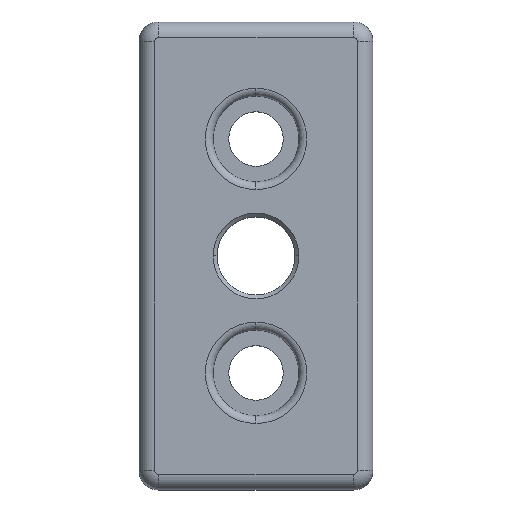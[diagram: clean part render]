
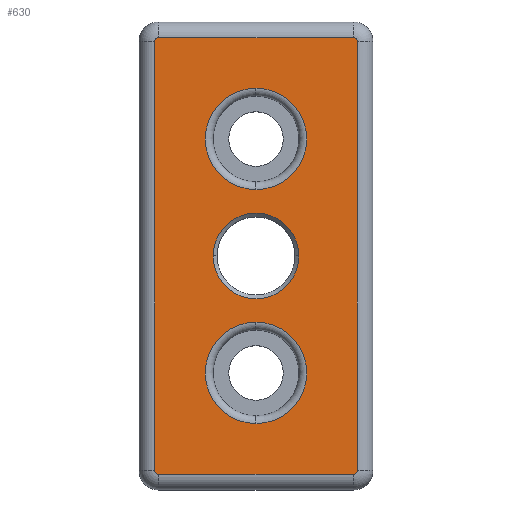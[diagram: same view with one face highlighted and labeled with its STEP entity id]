
A CAD part, top view. The second image highlights one B-rep face of the part: STEP entity #630.
In plain terms, the highlighted planar face has unit normal (0, 0, 1).
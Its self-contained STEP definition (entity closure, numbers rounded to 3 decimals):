
#18 = CIRCLE ( 'NONE', #136, 0.5 ) ;
#26 = DIRECTION ( 'NONE',  ( 0., 0., 1. ) ) ;
#33 = DIRECTION ( 'NONE',  ( 0., -1., 0. ) ) ;
#43 = VERTEX_POINT ( 'NONE', #615 ) ;
#48 = CARTESIAN_POINT ( 'NONE',  ( 15., 28., 12. ) ) ;
#54 = CARTESIAN_POINT ( 'NONE',  ( -12.5, -27.5, 12. ) ) ;
#56 = CARTESIAN_POINT ( 'NONE',  ( -12.5, 27.5, 12. ) ) ;
#60 = CARTESIAN_POINT ( 'NONE',  ( 0., 0., 12. ) ) ;
#68 = AXIS2_PLACEMENT_3D ( 'NONE', #488, #746, #402 ) ;
#83 = EDGE_CURVE ( 'NONE', #102, #548, #909, .T. ) ;
#88 = CIRCLE ( 'NONE', #339, 6.5 ) ;
#92 = ORIENTED_EDGE ( 'NONE', *, *, #493, .T. ) ;
#96 = DIRECTION ( 'NONE',  ( 0., 1., 0. ) ) ;
#102 = VERTEX_POINT ( 'NONE', #652 ) ;
#122 = FACE_BOUND ( 'NONE', #1003, .T. ) ;
#123 = VERTEX_POINT ( 'NONE', #915 ) ;
#127 = CARTESIAN_POINT ( 'NONE',  ( 13., -27.5, 12. ) ) ;
#136 = AXIS2_PLACEMENT_3D ( 'NONE', #54, #349, #966 ) ;
#137 = DIRECTION ( 'NONE',  ( 0., 0., -1. ) ) ;
#139 = DIRECTION ( 'NONE',  ( 0., 0., 1. ) ) ;
#148 = PLANE ( 'NONE',  #388 ) ;
#150 = DIRECTION ( 'NONE',  ( 0., 0., -1. ) ) ;
#155 = VERTEX_POINT ( 'NONE', #1098 ) ;
#156 = CARTESIAN_POINT ( 'NONE',  ( 12.5, 27.5, 12. ) ) ;
#167 = LINE ( 'NONE', #911, #1089 ) ;
#173 = EDGE_LOOP ( 'NONE', ( #416, #539 ) ) ;
#189 = LINE ( 'NONE', #678, #282 ) ;
#191 = EDGE_CURVE ( 'NONE', #463, #344, #659, .T. ) ;
#200 = CARTESIAN_POINT ( 'NONE',  ( -12.5, 28., 12. ) ) ;
#223 = EDGE_CURVE ( 'NONE', #901, #558, #88, .T. ) ;
#235 = DIRECTION ( 'NONE',  ( 0., 1., 0. ) ) ;
#246 = DIRECTION ( 'NONE',  ( 0., 0., -1. ) ) ;
#261 = ORIENTED_EDGE ( 'NONE', *, *, #616, .F. ) ;
#268 = EDGE_CURVE ( 'NONE', #991, #810, #704, .T. ) ;
#282 = VECTOR ( 'NONE', #857, 1000. ) ;
#295 = AXIS2_PLACEMENT_3D ( 'NONE', #156, #1115, #497 ) ;
#305 = CARTESIAN_POINT ( 'NONE',  ( -13., 27.5, 12. ) ) ;
#314 = VERTEX_POINT ( 'NONE', #1128 ) ;
#319 = DIRECTION ( 'NONE',  ( 1., 0., 0. ) ) ;
#339 = AXIS2_PLACEMENT_3D ( 'NONE', #1035, #846, #940 ) ;
#344 = VERTEX_POINT ( 'NONE', #959 ) ;
#349 = DIRECTION ( 'NONE',  ( 0., 0., -1. ) ) ;
#353 = VECTOR ( 'NONE', #410, 1000. ) ;
#354 = DIRECTION ( 'NONE',  ( 0., 1., 0. ) ) ;
#367 = ORIENTED_EDGE ( 'NONE', *, *, #191, .F. ) ;
#370 = ORIENTED_EDGE ( 'NONE', *, *, #223, .F. ) ;
#375 = CIRCLE ( 'NONE', #295, 0.5 ) ;
#388 = AXIS2_PLACEMENT_3D ( 'NONE', #760, #150, #591 ) ;
#393 = ORIENTED_EDGE ( 'NONE', *, *, #845, .F. ) ;
#402 = DIRECTION ( 'NONE',  ( 1., 0., 0. ) ) ;
#410 = DIRECTION ( 'NONE',  ( 1., 0., 0. ) ) ;
#416 = ORIENTED_EDGE ( 'NONE', *, *, #1025, .F. ) ;
#419 = CARTESIAN_POINT ( 'NONE',  ( 12.5, -28., 12. ) ) ;
#421 = AXIS2_PLACEMENT_3D ( 'NONE', #507, #844, #1034 ) ;
#456 = ORIENTED_EDGE ( 'NONE', *, *, #1156, .F. ) ;
#463 = VERTEX_POINT ( 'NONE', #200 ) ;
#486 = CARTESIAN_POINT ( 'NONE',  ( 0., 15., 12. ) ) ;
#488 = CARTESIAN_POINT ( 'NONE',  ( 0., 0., 12. ) ) ;
#493 = EDGE_CURVE ( 'NONE', #810, #991, #926, .T. ) ;
#494 = CARTESIAN_POINT ( 'NONE',  ( 0., -8.5, 12. ) ) ;
#497 = DIRECTION ( 'NONE',  ( -1., 0., 0. ) ) ;
#507 = CARTESIAN_POINT ( 'NONE',  ( 0., -15., 12. ) ) ;
#514 = CIRCLE ( 'NONE', #703, 6.5 ) ;
#533 = CARTESIAN_POINT ( 'NONE',  ( 12.5, -27.5, 12. ) ) ;
#539 = ORIENTED_EDGE ( 'NONE', *, *, #924, .F. ) ;
#548 = VERTEX_POINT ( 'NONE', #127 ) ;
#558 = VERTEX_POINT ( 'NONE', #494 ) ;
#561 = CARTESIAN_POINT ( 'NONE',  ( 0., 15., 12. ) ) ;
#571 = EDGE_CURVE ( 'NONE', #1057, #463, #1010, .T. ) ;
#575 = AXIS2_PLACEMENT_3D ( 'NONE', #56, #246, #235 ) ;
#591 = DIRECTION ( 'NONE',  ( -1., 0., 0. ) ) ;
#600 = EDGE_CURVE ( 'NONE', #344, #102, #375, .T. ) ;
#615 = CARTESIAN_POINT ( 'NONE',  ( 0., 21.5, 12. ) ) ;
#616 = EDGE_CURVE ( 'NONE', #558, #901, #1066, .T. ) ;
#630 = ADVANCED_FACE ( 'NONE', ( #736, #986, #122, #714 ), #148, .F. ) ;
#647 = DIRECTION ( 'NONE',  ( 0., 1., 0. ) ) ;
#649 = ORIENTED_EDGE ( 'NONE', *, *, #571, .F. ) ;
#652 = CARTESIAN_POINT ( 'NONE',  ( 13., 27.5, 12. ) ) ;
#656 = CIRCLE ( 'NONE', #1011, 6.5 ) ;
#659 = LINE ( 'NONE', #48, #353 ) ;
#678 = CARTESIAN_POINT ( 'NONE',  ( 15., -28., 12. ) ) ;
#680 = ORIENTED_EDGE ( 'NONE', *, *, #747, .F. ) ;
#695 = EDGE_CURVE ( 'NONE', #1083, #155, #189, .T. ) ;
#703 = AXIS2_PLACEMENT_3D ( 'NONE', #486, #139, #647 ) ;
#704 = CIRCLE ( 'NONE', #1049, 5.5 ) ;
#714 = FACE_OUTER_BOUND ( 'NONE', #1031, .T. ) ;
#726 = ORIENTED_EDGE ( 'NONE', *, *, #268, .T. ) ;
#736 = FACE_BOUND ( 'NONE', #977, .T. ) ;
#746 = DIRECTION ( 'NONE',  ( 0., 0., -1. ) ) ;
#747 = EDGE_CURVE ( 'NONE', #548, #1083, #956, .T. ) ;
#760 = CARTESIAN_POINT ( 'NONE',  ( 15., 30., 12. ) ) ;
#770 = CARTESIAN_POINT ( 'NONE',  ( 5.5, 0., 12. ) ) ;
#810 = VERTEX_POINT ( 'NONE', #770 ) ;
#819 = DIRECTION ( 'NONE',  ( 0., 1., 0. ) ) ;
#831 = AXIS2_PLACEMENT_3D ( 'NONE', #533, #877, #354 ) ;
#844 = DIRECTION ( 'NONE',  ( 0., 0., 1. ) ) ;
#845 = EDGE_CURVE ( 'NONE', #314, #1057, #167, .T. ) ;
#846 = DIRECTION ( 'NONE',  ( 0., 0., 1. ) ) ;
#857 = DIRECTION ( 'NONE',  ( -1., 0., 0. ) ) ;
#872 = VECTOR ( 'NONE', #33, 1000. ) ;
#877 = DIRECTION ( 'NONE',  ( 0., 0., -1. ) ) ;
#901 = VERTEX_POINT ( 'NONE', #1067 ) ;
#909 = LINE ( 'NONE', #928, #872 ) ;
#911 = CARTESIAN_POINT ( 'NONE',  ( -13., 30., 12. ) ) ;
#915 = CARTESIAN_POINT ( 'NONE',  ( 0., 8.5, 12. ) ) ;
#924 = EDGE_CURVE ( 'NONE', #123, #43, #514, .T. ) ;
#926 = CIRCLE ( 'NONE', #68, 5.5 ) ;
#928 = CARTESIAN_POINT ( 'NONE',  ( 13., 30., 12. ) ) ;
#931 = CARTESIAN_POINT ( 'NONE',  ( -5.5, 0., 12. ) ) ;
#940 = DIRECTION ( 'NONE',  ( 0., 1., 0. ) ) ;
#956 = CIRCLE ( 'NONE', #831, 0.5 ) ;
#959 = CARTESIAN_POINT ( 'NONE',  ( 12.5, 28., 12. ) ) ;
#966 = DIRECTION ( 'NONE',  ( -1., 0., 0. ) ) ;
#977 = EDGE_LOOP ( 'NONE', ( #92, #726 ) ) ;
#986 = FACE_BOUND ( 'NONE', #173, .T. ) ;
#991 = VERTEX_POINT ( 'NONE', #931 ) ;
#1003 = EDGE_LOOP ( 'NONE', ( #261, #370 ) ) ;
#1010 = CIRCLE ( 'NONE', #575, 0.5 ) ;
#1011 = AXIS2_PLACEMENT_3D ( 'NONE', #561, #26, #819 ) ;
#1025 = EDGE_CURVE ( 'NONE', #43, #123, #656, .T. ) ;
#1031 = EDGE_LOOP ( 'NONE', ( #1055, #1071, #367, #649, #393, #456, #1142, #680 ) ) ;
#1034 = DIRECTION ( 'NONE',  ( 0., 1., 0. ) ) ;
#1035 = CARTESIAN_POINT ( 'NONE',  ( 0., -15., 12. ) ) ;
#1049 = AXIS2_PLACEMENT_3D ( 'NONE', #60, #137, #319 ) ;
#1055 = ORIENTED_EDGE ( 'NONE', *, *, #83, .F. ) ;
#1057 = VERTEX_POINT ( 'NONE', #305 ) ;
#1066 = CIRCLE ( 'NONE', #421, 6.5 ) ;
#1067 = CARTESIAN_POINT ( 'NONE',  ( 0., -21.5, 12. ) ) ;
#1071 = ORIENTED_EDGE ( 'NONE', *, *, #600, .F. ) ;
#1083 = VERTEX_POINT ( 'NONE', #419 ) ;
#1089 = VECTOR ( 'NONE', #96, 1000. ) ;
#1098 = CARTESIAN_POINT ( 'NONE',  ( -12.5, -28., 12. ) ) ;
#1115 = DIRECTION ( 'NONE',  ( 0., 0., -1. ) ) ;
#1128 = CARTESIAN_POINT ( 'NONE',  ( -13., -27.5, 12. ) ) ;
#1142 = ORIENTED_EDGE ( 'NONE', *, *, #695, .F. ) ;
#1156 = EDGE_CURVE ( 'NONE', #155, #314, #18, .T. ) ;
